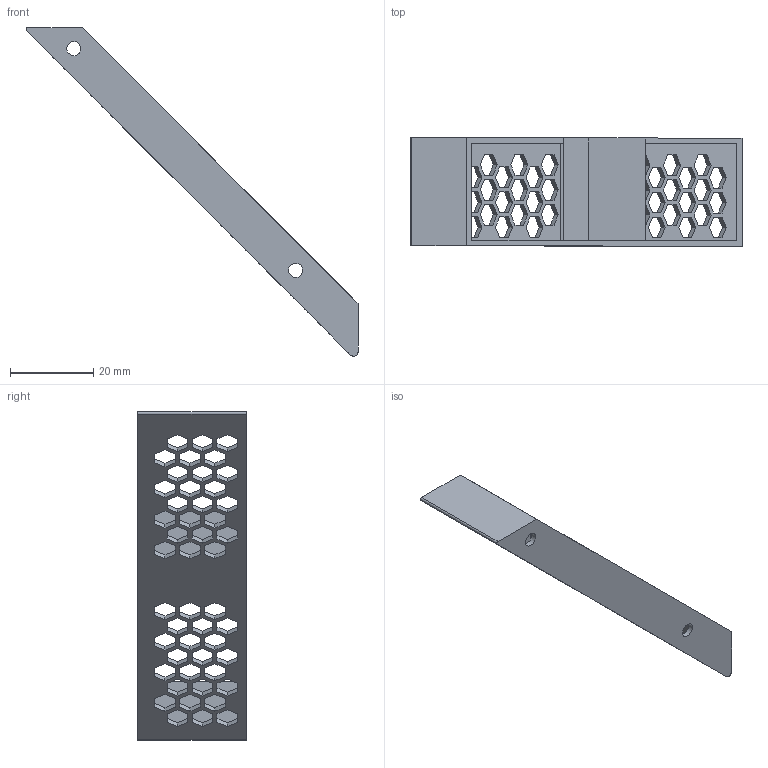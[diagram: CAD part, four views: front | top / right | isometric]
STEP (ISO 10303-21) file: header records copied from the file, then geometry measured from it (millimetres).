
FILE_DESCRIPTION(/* description */ (''),/* implementation_level */ '2;1');
FILE_NAME(/* name */ 'SIDE_PANEL_RIGHT_V01.step',/* time_stamp */ '2023-01-20T19:16:49+01:00',/* author */ (''),/* organization */ (''),/* preprocessor_version */ 'ST-DEVELOPER v19.2',/* originating_system */ 'Autodesk Translation Framework v11.17.0.187',/* authorisation */ '');
FILE_SCHEMA (('AUTOMOTIVE_DESIGN { 1 0 10303 214 3 1 1 }'));
Length unit declared in the file: millimetre
Products named in the file (1): SIDE_PANEL_RIGHT_V01_PR
Bounding box: 79.86 x 26 x 79.01 mm (x, y, z)
Volume: 5318.4 mm3; surface area: 10578.8 mm2
Topology: 1 solids, 1 shells, 316 faces, 936 edges, 622 vertices
Faces by surface type: plane 310, cylinder 6
Full cylindrical faces by diameter (mm): 3.4 x4
Entity records: 10592 total; most frequent: CARTESIAN_POINT 1875, ORIENTED_EDGE 1872, DIRECTION 1582, EDGE_CURVE 936, LINE 924, VECTOR 924, VERTEX_POINT 622, EDGE_LOOP 420
